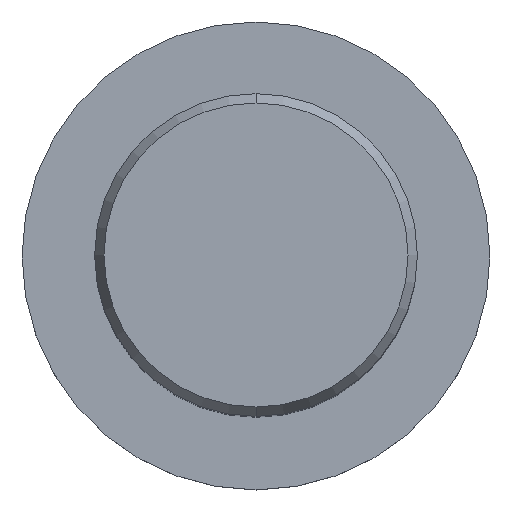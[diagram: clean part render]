
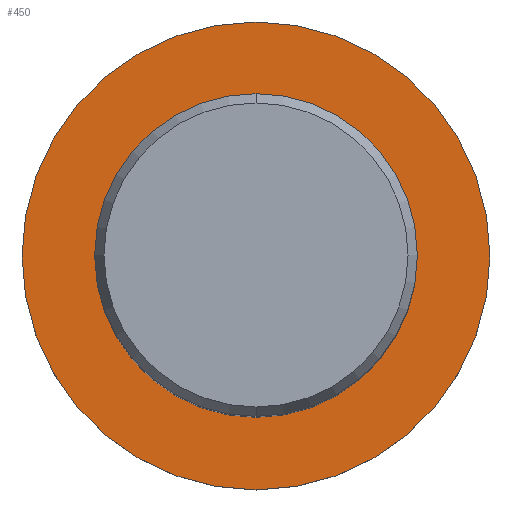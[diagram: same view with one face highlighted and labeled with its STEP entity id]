
A CAD part, top view. The second image highlights one B-rep face of the part: STEP entity #450.
In plain terms, the highlighted planar face has unit normal (0, 0, 1).
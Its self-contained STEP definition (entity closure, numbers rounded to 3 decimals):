
#304=EDGE_CURVE('',#630,#468,#765,.T.);
#450=ADVANCED_FACE('',(#932,#933),#934,.T.);
#454=VERTEX_POINT('',#938);
#468=VERTEX_POINT('',#953);
#494=VERTEX_POINT('',#983);
#576=EDGE_CURVE('',#454,#494,#1069,.T.);
#630=VERTEX_POINT('',#1128);
#658=EDGE_CURVE('',#468,#630,#1156,.T.);
#688=EDGE_CURVE('',#494,#454,#1189,.T.);
#765=CIRCLE('',#1310,29.0);
#932=FACE_BOUND('',#1622,.T.);
#933=FACE_OUTER_BOUND('',#1623,.T.);
#934=PLANE('',#1624);
#938=CARTESIAN_POINT('',(0.,-20.0,-68.0));
#953=CARTESIAN_POINT('',(0.,-29.0,-68.0));
#983=CARTESIAN_POINT('',(0.0,20.0,-68.0));
#1069=CIRCLE('',#1849,20.0);
#1128=CARTESIAN_POINT('',(0.0,29.0,-68.0));
#1156=CIRCLE('',#2033,29.0);
#1189=CIRCLE('',#2099,20.0);
#1310=AXIS2_PLACEMENT_3D('',#2161,#2162,#2163);
#1622=EDGE_LOOP('',(#2426,#2427));
#1623=EDGE_LOOP('',(#2428,#2429));
#1624=AXIS2_PLACEMENT_3D('',#2430,#2431,#2432);
#1849=AXIS2_PLACEMENT_3D('',#2573,#2574,#2575);
#2033=AXIS2_PLACEMENT_3D('',#2650,#2651,#2652);
#2099=AXIS2_PLACEMENT_3D('',#2691,#2692,#2693);
#2161=CARTESIAN_POINT('',(0.0,0.0,-68.0));
#2162=DIRECTION('',(0.0,0.0,-1.0));
#2163=DIRECTION('',(0.0,1.0,0.0));
#2426=ORIENTED_EDGE('',*,*,#688,.T.);
#2427=ORIENTED_EDGE('',*,*,#576,.T.);
#2428=ORIENTED_EDGE('',*,*,#304,.F.);
#2429=ORIENTED_EDGE('',*,*,#658,.F.);
#2430=CARTESIAN_POINT('',(0.0,14.5,-68.0));
#2431=DIRECTION('',(-0.0,0.0,1.0));
#2432=DIRECTION('',(0.0,-1.0,0.0));
#2573=CARTESIAN_POINT('',(0.0,0.0,-68.0));
#2574=DIRECTION('',(-0.0,0.0,-1.0));
#2575=DIRECTION('',(0.0,1.0,0.0));
#2650=CARTESIAN_POINT('',(0.0,0.0,-68.0));
#2651=DIRECTION('',(0.0,0.0,-1.0));
#2652=DIRECTION('',(0.0,1.0,0.0));
#2691=CARTESIAN_POINT('',(0.0,0.0,-68.0));
#2692=DIRECTION('',(-0.0,0.0,-1.0));
#2693=DIRECTION('',(0.0,1.0,0.0));
